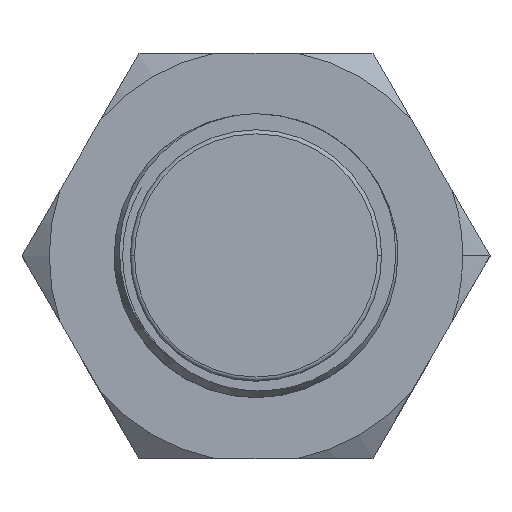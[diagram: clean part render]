
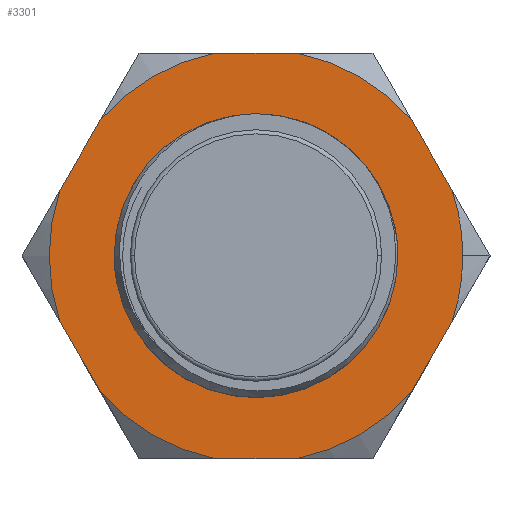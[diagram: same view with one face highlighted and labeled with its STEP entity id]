
A CAD part, top view. The second image highlights one B-rep face of the part: STEP entity #3301.
In plain terms, the highlighted planar face has unit normal (0, 0, 1).
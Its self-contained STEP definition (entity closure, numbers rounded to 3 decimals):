
#15 = DIRECTION ( 'NONE',  ( 0.5, 0.866, 0. ) ) ;
#48 = CARTESIAN_POINT ( 'NONE',  ( 0., 0., 6.5 ) ) ;
#115 = CIRCLE ( 'NONE', #3486, 5.102 ) ;
#148 = CARTESIAN_POINT ( 'NONE',  ( -3.822, -3.381, 6.5 ) ) ;
#153 = EDGE_LOOP ( 'NONE', ( #4311, #2341, #4308, #155, #3426, #3649, #1241, #5108, #2048, #556, #738, #1928, #1467 ) ) ;
#155 = ORIENTED_EDGE ( 'NONE', *, *, #3435, .T. ) ;
#184 = CIRCLE ( 'NONE', #230, 5.102 ) ;
#190 = VERTEX_POINT ( 'NONE', #3593 ) ;
#230 = AXIS2_PLACEMENT_3D ( 'NONE', #48, #4709, #3455 ) ;
#237 = CARTESIAN_POINT ( 'NONE',  ( 3.822, 3.381, 6.5 ) ) ;
#250 = VECTOR ( 'NONE', #4961, 1000. ) ;
#367 = AXIS2_PLACEMENT_3D ( 'NONE', #2632, #4688, #875 ) ;
#444 = CARTESIAN_POINT ( 'NONE',  ( 0., 0., 6.5 ) ) ;
#545 = FACE_BOUND ( 'NONE', #5026, .T. ) ;
#556 = ORIENTED_EDGE ( 'NONE', *, *, #1286, .T. ) ;
#582 = CIRCLE ( 'NONE', #4850, 5.102 ) ;
#586 = AXIS2_PLACEMENT_3D ( 'NONE', #3359, #4517, #2931 ) ;
#621 = DIRECTION ( 'NONE',  ( 1., 0., 0. ) ) ;
#707 = CARTESIAN_POINT ( 'NONE',  ( -3.822, 3.381, 6.5 ) ) ;
#727 = CIRCLE ( 'NONE', #367, 5.102 ) ;
#733 = EDGE_CURVE ( 'NONE', #2093, #1287, #2923, .T. ) ;
#738 = ORIENTED_EDGE ( 'NONE', *, *, #733, .T. ) ;
#761 = VERTEX_POINT ( 'NONE', #3830 ) ;
#802 = DIRECTION ( 'NONE',  ( 0., 0., 1. ) ) ;
#827 = CARTESIAN_POINT ( 'NONE',  ( 1.017, -5., 6.5 ) ) ;
#875 = DIRECTION ( 'NONE',  ( 1., 0., 0. ) ) ;
#992 = EDGE_CURVE ( 'NONE', #5113, #4365, #2963, .T. ) ;
#1168 = VECTOR ( 'NONE', #3858, 1000. ) ;
#1241 = ORIENTED_EDGE ( 'NONE', *, *, #4897, .T. ) ;
#1257 = LINE ( 'NONE', #3674, #250 ) ;
#1267 = DIRECTION ( 'NONE',  ( 0., 0., 1. ) ) ;
#1286 = EDGE_CURVE ( 'NONE', #3930, #2093, #1369, .T. ) ;
#1287 = VERTEX_POINT ( 'NONE', #5218 ) ;
#1369 = CIRCLE ( 'NONE', #1464, 5.102 ) ;
#1389 = VERTEX_POINT ( 'NONE', #4738 ) ;
#1464 = AXIS2_PLACEMENT_3D ( 'NONE', #2707, #3905, #3937 ) ;
#1467 = ORIENTED_EDGE ( 'NONE', *, *, #3847, .T. ) ;
#1547 = VERTEX_POINT ( 'NONE', #707 ) ;
#1629 = CARTESIAN_POINT ( 'NONE',  ( 0., 0., 6.5 ) ) ;
#1725 = CIRCLE ( 'NONE', #2272, 3.5 ) ;
#1806 = ORIENTED_EDGE ( 'NONE', *, *, #3112, .F. ) ;
#1823 = CARTESIAN_POINT ( 'NONE',  ( -4.839, 1.619, 6.5 ) ) ;
#1928 = ORIENTED_EDGE ( 'NONE', *, *, #2537, .T. ) ;
#1969 = VECTOR ( 'NONE', #4895, 1000. ) ;
#2048 = ORIENTED_EDGE ( 'NONE', *, *, #3145, .T. ) ;
#2062 = DIRECTION ( 'NONE',  ( 1., 0., 0. ) ) ;
#2093 = VERTEX_POINT ( 'NONE', #5244 ) ;
#2272 = AXIS2_PLACEMENT_3D ( 'NONE', #5049, #802, #3748 ) ;
#2329 = DIRECTION ( 'NONE',  ( 0., 0., 1. ) ) ;
#2341 = ORIENTED_EDGE ( 'NONE', *, *, #992, .T. ) ;
#2352 = EDGE_CURVE ( 'NONE', #2983, #190, #184, .T. ) ;
#2390 = FACE_OUTER_BOUND ( 'NONE', #153, .T. ) ;
#2400 = CARTESIAN_POINT ( 'NONE',  ( 0., 0., 6.5 ) ) ;
#2422 = EDGE_CURVE ( 'NONE', #4365, #3084, #3101, .T. ) ;
#2537 = EDGE_CURVE ( 'NONE', #1287, #2722, #582, .T. ) ;
#2571 = EDGE_CURVE ( 'NONE', #1547, #2599, #4204, .T. ) ;
#2599 = VERTEX_POINT ( 'NONE', #1823 ) ;
#2620 = CARTESIAN_POINT ( 'NONE',  ( -2.887, 5., 6.5 ) ) ;
#2632 = CARTESIAN_POINT ( 'NONE',  ( 0., 0., 6.5 ) ) ;
#2660 = CIRCLE ( 'NONE', #3116, 5.102 ) ;
#2671 = CARTESIAN_POINT ( 'NONE',  ( 3.5, 0., 6.5 ) ) ;
#2695 = EDGE_CURVE ( 'NONE', #2599, #1389, #115, .T. ) ;
#2707 = CARTESIAN_POINT ( 'NONE',  ( 0., 0., 6.5 ) ) ;
#2722 = VERTEX_POINT ( 'NONE', #4867 ) ;
#2907 = DIRECTION ( 'NONE',  ( 0., 0., 1. ) ) ;
#2910 = DIRECTION ( 'NONE',  ( 1., 0., 0. ) ) ;
#2923 = LINE ( 'NONE', #3411, #3302 ) ;
#2931 = DIRECTION ( 'NONE',  ( 1., 0., 0. ) ) ;
#2959 = VERTEX_POINT ( 'NONE', #2671 ) ;
#2960 = CARTESIAN_POINT ( 'NONE',  ( -2.887, -5., 6.5 ) ) ;
#2963 = CIRCLE ( 'NONE', #586, 5.102 ) ;
#2983 = VERTEX_POINT ( 'NONE', #148 ) ;
#3026 = LINE ( 'NONE', #4319, #5187 ) ;
#3084 = VERTEX_POINT ( 'NONE', #4193 ) ;
#3101 = LINE ( 'NONE', #3875, #1168 ) ;
#3112 = EDGE_CURVE ( 'NONE', #4937, #2959, #1725, .T. ) ;
#3116 = AXIS2_PLACEMENT_3D ( 'NONE', #2400, #2907, #4492 ) ;
#3145 = EDGE_CURVE ( 'NONE', #190, #3930, #5082, .T. ) ;
#3178 = CARTESIAN_POINT ( 'NONE',  ( 0., 0., 6.5 ) ) ;
#3295 = CARTESIAN_POINT ( 'NONE',  ( 0., 0., 6.5 ) ) ;
#3301 = ADVANCED_FACE ( 'NONE', ( #545, #2390 ), #3320, .T. ) ;
#3302 = VECTOR ( 'NONE', #15, 1000. ) ;
#3320 = PLANE ( 'NONE',  #3402 ) ;
#3359 = CARTESIAN_POINT ( 'NONE',  ( 0., 0., 6.5 ) ) ;
#3402 = AXIS2_PLACEMENT_3D ( 'NONE', #1629, #1267, #2062 ) ;
#3411 = CARTESIAN_POINT ( 'NONE',  ( 2.887, -5., 6.5 ) ) ;
#3426 = ORIENTED_EDGE ( 'NONE', *, *, #2571, .T. ) ;
#3435 = EDGE_CURVE ( 'NONE', #3084, #1547, #727, .T. ) ;
#3440 = DIRECTION ( 'NONE',  ( 1., 0., 0. ) ) ;
#3455 = DIRECTION ( 'NONE',  ( 1., 0., 0. ) ) ;
#3486 = AXIS2_PLACEMENT_3D ( 'NONE', #3178, #2329, #621 ) ;
#3593 = CARTESIAN_POINT ( 'NONE',  ( -1.017, -5., 6.5 ) ) ;
#3639 = CIRCLE ( 'NONE', #4813, 3.5 ) ;
#3649 = ORIENTED_EDGE ( 'NONE', *, *, #2695, .T. ) ;
#3674 = CARTESIAN_POINT ( 'NONE',  ( 5.774, 0., 6.5 ) ) ;
#3748 = DIRECTION ( 'NONE',  ( 1., 0., 0. ) ) ;
#3830 = CARTESIAN_POINT ( 'NONE',  ( 4.839, 1.619, 6.5 ) ) ;
#3847 = EDGE_CURVE ( 'NONE', #2722, #761, #2660, .T. ) ;
#3858 = DIRECTION ( 'NONE',  ( -1., 0., 0. ) ) ;
#3875 = CARTESIAN_POINT ( 'NONE',  ( 2.887, 5., 6.5 ) ) ;
#3905 = DIRECTION ( 'NONE',  ( 0., 0., 1. ) ) ;
#3930 = VERTEX_POINT ( 'NONE', #827 ) ;
#3937 = DIRECTION ( 'NONE',  ( 1., 0., 0. ) ) ;
#4005 = DIRECTION ( 'NONE',  ( 0.5, -0.866, 0. ) ) ;
#4060 = VECTOR ( 'NONE', #4639, 1000. ) ;
#4131 = CARTESIAN_POINT ( 'NONE',  ( 1.017, 5., 6.5 ) ) ;
#4193 = CARTESIAN_POINT ( 'NONE',  ( -1.017, 5., 6.5 ) ) ;
#4204 = LINE ( 'NONE', #2620, #4060 ) ;
#4308 = ORIENTED_EDGE ( 'NONE', *, *, #2422, .T. ) ;
#4311 = ORIENTED_EDGE ( 'NONE', *, *, #4536, .T. ) ;
#4319 = CARTESIAN_POINT ( 'NONE',  ( -5.774, 0., 6.5 ) ) ;
#4365 = VERTEX_POINT ( 'NONE', #4131 ) ;
#4412 = CARTESIAN_POINT ( 'NONE',  ( -3.5, 0., 6.5 ) ) ;
#4491 = ORIENTED_EDGE ( 'NONE', *, *, #5162, .F. ) ;
#4492 = DIRECTION ( 'NONE',  ( 1., 0., 0. ) ) ;
#4517 = DIRECTION ( 'NONE',  ( 0., 0., 1. ) ) ;
#4536 = EDGE_CURVE ( 'NONE', #761, #5113, #1257, .T. ) ;
#4625 = DIRECTION ( 'NONE',  ( 0., 0., 1. ) ) ;
#4639 = DIRECTION ( 'NONE',  ( -0.5, -0.866, 0. ) ) ;
#4660 = DIRECTION ( 'NONE',  ( 0., 0., 1. ) ) ;
#4688 = DIRECTION ( 'NONE',  ( 0., 0., 1. ) ) ;
#4709 = DIRECTION ( 'NONE',  ( 0., 0., 1. ) ) ;
#4738 = CARTESIAN_POINT ( 'NONE',  ( -4.839, -1.619, 6.5 ) ) ;
#4813 = AXIS2_PLACEMENT_3D ( 'NONE', #3295, #4625, #2910 ) ;
#4850 = AXIS2_PLACEMENT_3D ( 'NONE', #444, #4660, #3440 ) ;
#4867 = CARTESIAN_POINT ( 'NONE',  ( 5.102, 0., 6.5 ) ) ;
#4895 = DIRECTION ( 'NONE',  ( 1., 0., 0. ) ) ;
#4897 = EDGE_CURVE ( 'NONE', #1389, #2983, #3026, .T. ) ;
#4937 = VERTEX_POINT ( 'NONE', #4412 ) ;
#4961 = DIRECTION ( 'NONE',  ( -0.5, 0.866, 0. ) ) ;
#5026 = EDGE_LOOP ( 'NONE', ( #1806, #4491 ) ) ;
#5049 = CARTESIAN_POINT ( 'NONE',  ( 0., 0., 6.5 ) ) ;
#5082 = LINE ( 'NONE', #2960, #1969 ) ;
#5108 = ORIENTED_EDGE ( 'NONE', *, *, #2352, .T. ) ;
#5113 = VERTEX_POINT ( 'NONE', #237 ) ;
#5162 = EDGE_CURVE ( 'NONE', #2959, #4937, #3639, .T. ) ;
#5187 = VECTOR ( 'NONE', #4005, 1000. ) ;
#5218 = CARTESIAN_POINT ( 'NONE',  ( 4.839, -1.619, 6.5 ) ) ;
#5244 = CARTESIAN_POINT ( 'NONE',  ( 3.822, -3.381, 6.5 ) ) ;
